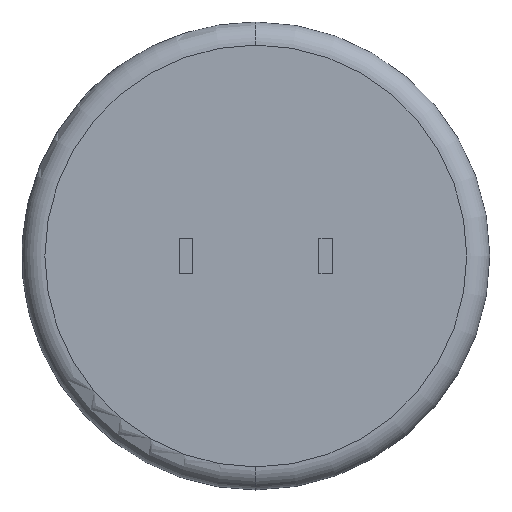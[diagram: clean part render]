
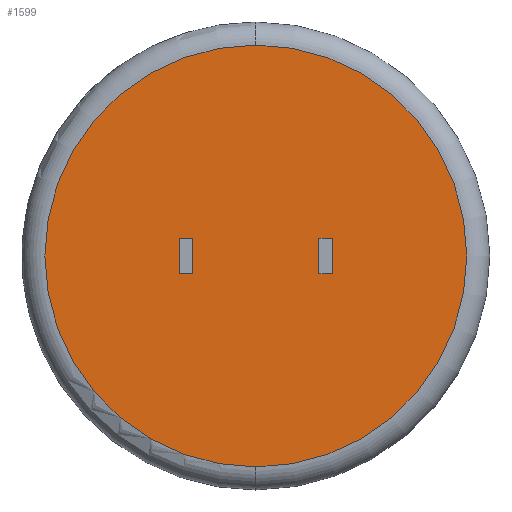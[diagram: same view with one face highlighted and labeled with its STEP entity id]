
A CAD part, front view. The second image highlights one B-rep face of the part: STEP entity #1599.
In plain terms, the highlighted planar face has unit normal (0, -1, 0).
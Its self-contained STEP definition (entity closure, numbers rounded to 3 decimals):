
#20 = VERTEX_POINT ( 'NONE', #1583 ) ;
#29 = ORIENTED_EDGE ( 'NONE', *, *, #334, .T. ) ;
#32 = EDGE_LOOP ( 'NONE', ( #818, #697, #859, #989 ) ) ;
#81 = CIRCLE ( 'NONE', #406, 7.662 ) ;
#136 = EDGE_LOOP ( 'NONE', ( #2449, #1228, #1645, #2408 ) ) ;
#167 = VERTEX_POINT ( 'NONE', #1541 ) ;
#197 = DIRECTION ( 'NONE',  ( -1., 0., 0. ) ) ;
#227 = VECTOR ( 'NONE', #500, 1000. ) ;
#239 = VECTOR ( 'NONE', #1349, 1000. ) ;
#286 = LINE ( 'NONE', #1976, #745 ) ;
#327 = VECTOR ( 'NONE', #1333, 1000. ) ;
#334 = EDGE_CURVE ( 'NONE', #1955, #1448, #81, .T. ) ;
#346 = EDGE_CURVE ( 'NONE', #1432, #1430, #1498, .T. ) ;
#401 = CARTESIAN_POINT ( 'NONE',  ( -2.29, 0., -0.65 ) ) ;
#406 = AXIS2_PLACEMENT_3D ( 'NONE', #547, #555, #2632 ) ;
#424 = DIRECTION ( 'NONE',  ( 0., -1., 0. ) ) ;
#500 = DIRECTION ( 'NONE',  ( 1., 0., 0. ) ) ;
#503 = DIRECTION ( 'NONE',  ( 0., 0., 1. ) ) ;
#533 = LINE ( 'NONE', #1773, #327 ) ;
#547 = CARTESIAN_POINT ( 'NONE',  ( 0., 0., 0. ) ) ;
#555 = DIRECTION ( 'NONE',  ( 0., -1., 0. ) ) ;
#581 = EDGE_CURVE ( 'NONE', #20, #1432, #286, .T. ) ;
#592 = LINE ( 'NONE', #1391, #1261 ) ;
#638 = AXIS2_PLACEMENT_3D ( 'NONE', #2232, #2246, #790 ) ;
#697 = ORIENTED_EDGE ( 'NONE', *, *, #2261, .F. ) ;
#740 = FACE_BOUND ( 'NONE', #32, .T. ) ;
#745 = VECTOR ( 'NONE', #1584, 1000. ) ;
#790 = DIRECTION ( 'NONE',  ( 0., 0., 1. ) ) ;
#818 = ORIENTED_EDGE ( 'NONE', *, *, #2061, .F. ) ;
#859 = ORIENTED_EDGE ( 'NONE', *, *, #1494, .F. ) ;
#862 = FACE_OUTER_BOUND ( 'NONE', #1256, .T. ) ;
#945 = DIRECTION ( 'NONE',  ( 1., 0., 0. ) ) ;
#982 = CARTESIAN_POINT ( 'NONE',  ( 2.79, 0., 0.65 ) ) ;
#989 = ORIENTED_EDGE ( 'NONE', *, *, #1425, .F. ) ;
#1028 = VECTOR ( 'NONE', #1838, 1000. ) ;
#1050 = LINE ( 'NONE', #1732, #2477 ) ;
#1095 = CARTESIAN_POINT ( 'NONE',  ( 2.29, 0., -0.65 ) ) ;
#1122 = CARTESIAN_POINT ( 'NONE',  ( -2.79, 0., 0.65 ) ) ;
#1133 = CARTESIAN_POINT ( 'NONE',  ( -2.29, 0., 0.65 ) ) ;
#1189 = VERTEX_POINT ( 'NONE', #401 ) ;
#1228 = ORIENTED_EDGE ( 'NONE', *, *, #346, .T. ) ;
#1256 = EDGE_LOOP ( 'NONE', ( #2075, #29 ) ) ;
#1261 = VECTOR ( 'NONE', #503, 1000. ) ;
#1286 = LINE ( 'NONE', #1985, #227 ) ;
#1297 = LINE ( 'NONE', #2601, #239 ) ;
#1319 = CARTESIAN_POINT ( 'NONE',  ( 0., 0., 0. ) ) ;
#1333 = DIRECTION ( 'NONE',  ( 0., 0., -1. ) ) ;
#1349 = DIRECTION ( 'NONE',  ( 0., 0., -1. ) ) ;
#1391 = CARTESIAN_POINT ( 'NONE',  ( 2.79, 0., 0. ) ) ;
#1408 = CARTESIAN_POINT ( 'NONE',  ( 0., 0., -7.662 ) ) ;
#1425 = EDGE_CURVE ( 'NONE', #167, #1744, #2687, .T. ) ;
#1430 = VERTEX_POINT ( 'NONE', #1133 ) ;
#1432 = VERTEX_POINT ( 'NONE', #1122 ) ;
#1448 = VERTEX_POINT ( 'NONE', #2189 ) ;
#1494 = EDGE_CURVE ( 'NONE', #1744, #1647, #592, .T. ) ;
#1498 = LINE ( 'NONE', #2437, #1028 ) ;
#1541 = CARTESIAN_POINT ( 'NONE',  ( 2.29, 0., -0.65 ) ) ;
#1573 = AXIS2_PLACEMENT_3D ( 'NONE', #1319, #424, #2566 ) ;
#1583 = CARTESIAN_POINT ( 'NONE',  ( -2.79, 0., -0.65 ) ) ;
#1584 = DIRECTION ( 'NONE',  ( 0., 0., 1. ) ) ;
#1586 = EDGE_CURVE ( 'NONE', #1430, #1189, #1297, .T. ) ;
#1599 = ADVANCED_FACE ( 'NONE', ( #862, #2582, #740 ), #2047, .F. ) ;
#1645 = ORIENTED_EDGE ( 'NONE', *, *, #1586, .T. ) ;
#1647 = VERTEX_POINT ( 'NONE', #982 ) ;
#1732 = CARTESIAN_POINT ( 'NONE',  ( 2.29, 0., 0.65 ) ) ;
#1744 = VERTEX_POINT ( 'NONE', #1880 ) ;
#1773 = CARTESIAN_POINT ( 'NONE',  ( 2.29, 0., -0.65 ) ) ;
#1826 = VERTEX_POINT ( 'NONE', #1899 ) ;
#1838 = DIRECTION ( 'NONE',  ( 1., 0., 0. ) ) ;
#1880 = CARTESIAN_POINT ( 'NONE',  ( 2.79, 0., -0.65 ) ) ;
#1899 = CARTESIAN_POINT ( 'NONE',  ( 2.29, 0., 0.65 ) ) ;
#1955 = VERTEX_POINT ( 'NONE', #1408 ) ;
#1976 = CARTESIAN_POINT ( 'NONE',  ( -2.79, 0., 0. ) ) ;
#1985 = CARTESIAN_POINT ( 'NONE',  ( -2.79, 0., -0.65 ) ) ;
#2047 = PLANE ( 'NONE',  #638 ) ;
#2061 = EDGE_CURVE ( 'NONE', #1826, #167, #533, .T. ) ;
#2075 = ORIENTED_EDGE ( 'NONE', *, *, #2240, .T. ) ;
#2116 = VECTOR ( 'NONE', #945, 1000. ) ;
#2189 = CARTESIAN_POINT ( 'NONE',  ( 0., 0., 7.662 ) ) ;
#2232 = CARTESIAN_POINT ( 'NONE',  ( 0., 0., 0. ) ) ;
#2240 = EDGE_CURVE ( 'NONE', #1448, #1955, #2684, .T. ) ;
#2246 = DIRECTION ( 'NONE',  ( 0., 1., 0. ) ) ;
#2261 = EDGE_CURVE ( 'NONE', #1647, #1826, #1050, .T. ) ;
#2408 = ORIENTED_EDGE ( 'NONE', *, *, #2629, .F. ) ;
#2437 = CARTESIAN_POINT ( 'NONE',  ( -2.79, 0., 0.65 ) ) ;
#2449 = ORIENTED_EDGE ( 'NONE', *, *, #581, .T. ) ;
#2477 = VECTOR ( 'NONE', #197, 1000. ) ;
#2566 = DIRECTION ( 'NONE',  ( 0., 0., 1. ) ) ;
#2582 = FACE_BOUND ( 'NONE', #136, .T. ) ;
#2601 = CARTESIAN_POINT ( 'NONE',  ( -2.29, 0., 0.65 ) ) ;
#2629 = EDGE_CURVE ( 'NONE', #20, #1189, #1286, .T. ) ;
#2632 = DIRECTION ( 'NONE',  ( 0., 0., 1. ) ) ;
#2684 = CIRCLE ( 'NONE', #1573, 7.662 ) ;
#2687 = LINE ( 'NONE', #1095, #2116 ) ;
